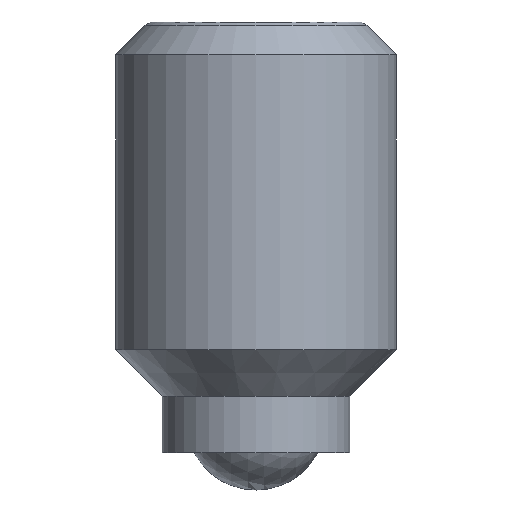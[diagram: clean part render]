
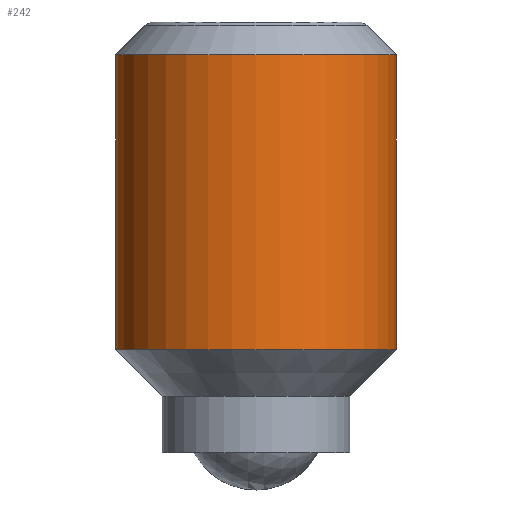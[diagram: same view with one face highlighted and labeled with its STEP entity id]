
A CAD part, front view. The second image highlights one B-rep face of the part: STEP entity #242.
In plain terms, the highlighted cylindrical face has radius 1.5 mm (diameter 3 mm), a partial arc.
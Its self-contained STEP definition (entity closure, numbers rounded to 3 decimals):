
#140=VERTEX_POINT('',#353);
#178=EDGE_CURVE('',#276,#308,#396,.T.);
#198=EDGE_CURVE('',#266,#140,#417,.T.);
#226=EDGE_CURVE('',#266,#308,#448,.T.);
#242=ADVANCED_FACE('',(#465),#466,.T.);
#266=VERTEX_POINT('',#494);
#276=VERTEX_POINT('',#505);
#308=VERTEX_POINT('',#544);
#322=EDGE_CURVE('',#140,#276,#558,.T.);
#353=CARTESIAN_POINT('',(1.5,0.0,-3.5));
#396=LINE('',#651,#652);
#417=LINE('',#684,#685);
#448=CIRCLE('',#755,1.5);
#465=FACE_OUTER_BOUND('',#788,.T.);
#466=CYLINDRICAL_SURFACE('',#789,1.5);
#494=CARTESIAN_POINT('',(1.5,0.0,-0.35));
#505=CARTESIAN_POINT('',(-1.5,0.,-3.5));
#544=CARTESIAN_POINT('',(-1.5,0.,-0.35));
#558=CIRCLE('',#907,1.5);
#651=CARTESIAN_POINT('',(-1.5,0.,-1.925));
#652=VECTOR('',#963,1.0);
#684=CARTESIAN_POINT('',(1.5,0.,-1.925));
#685=VECTOR('',#982,1.0);
#755=AXIS2_PLACEMENT_3D('',#1009,#1010,#1011);
#788=EDGE_LOOP('',(#1024,#1025,#1026,#1027));
#789=AXIS2_PLACEMENT_3D('',#1028,#1029,#1030);
#907=AXIS2_PLACEMENT_3D('',#1155,#1156,#1157);
#963=DIRECTION('',(-0.0,-0.0,1.0));
#982=DIRECTION('',(0.0,0.0,-1.0));
#1009=CARTESIAN_POINT('',(0.0,0.0,-0.35));
#1010=DIRECTION('',(0.0,0.0,-1.0));
#1011=DIRECTION('',(1.0,0.0,0.0));
#1024=ORIENTED_EDGE('',*,*,#198,.F.);
#1025=ORIENTED_EDGE('',*,*,#226,.T.);
#1026=ORIENTED_EDGE('',*,*,#178,.F.);
#1027=ORIENTED_EDGE('',*,*,#322,.F.);
#1028=CARTESIAN_POINT('',(0.0,0.0,-1.925));
#1029=DIRECTION('',(-0.0,-0.0,1.0));
#1030=DIRECTION('',(1.0,0.0,0.0));
#1155=CARTESIAN_POINT('',(0.0,0.0,-3.5));
#1156=DIRECTION('',(0.0,0.0,-1.0));
#1157=DIRECTION('',(1.0,0.0,0.0));
